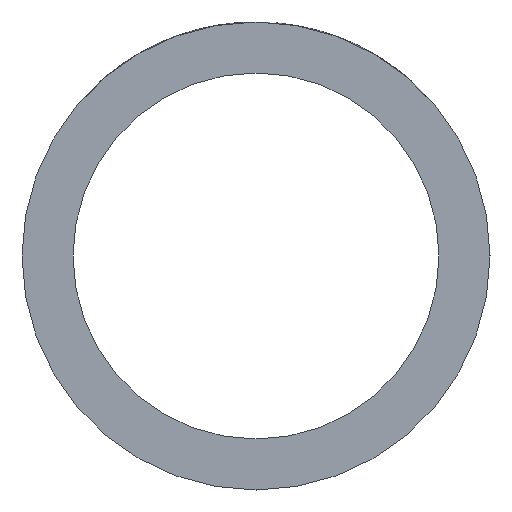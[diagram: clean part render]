
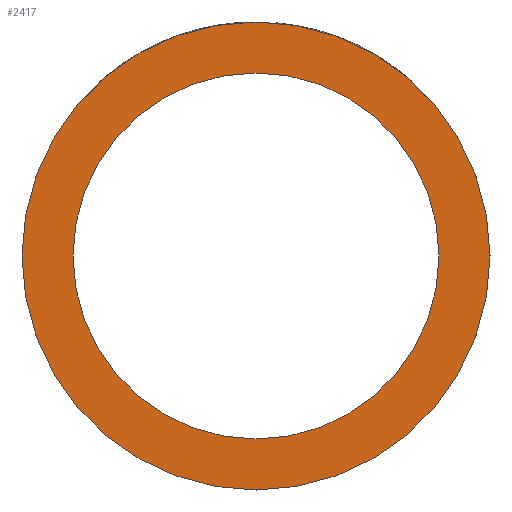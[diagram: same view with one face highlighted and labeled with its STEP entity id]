
A CAD part, front view. The second image highlights one B-rep face of the part: STEP entity #2417.
In plain terms, the highlighted planar face has unit normal (0, -1, 0).
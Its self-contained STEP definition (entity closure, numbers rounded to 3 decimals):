
#56 = VERTEX_POINT ( 'NONE', #1941 ) ;
#91 = DIRECTION ( 'NONE',  ( 0., 1., 0. ) ) ;
#163 = VERTEX_POINT ( 'NONE', #506 ) ;
#167 = AXIS2_PLACEMENT_3D ( 'NONE', #1671, #1652, #2075 ) ;
#212 = VERTEX_POINT ( 'NONE', #1367 ) ;
#251 = DIRECTION ( 'NONE',  ( 0., 0., 1. ) ) ;
#271 = CARTESIAN_POINT ( 'NONE',  ( 0., -3., 0. ) ) ;
#289 = DIRECTION ( 'NONE',  ( 0., 0., 1. ) ) ;
#292 = EDGE_LOOP ( 'NONE', ( #1500, #1120 ) ) ;
#390 = EDGE_CURVE ( 'Defeature ausgef�hrt1_1+Defeature ausgef�hrt1_3+Defeature ausgef�hrt1_3+Defeature ausgef�hrt1_3', #163, #2167, #1138, .T. ) ;
#500 = EDGE_LOOP ( 'NONE', ( #1449, #1014 ) ) ;
#506 = CARTESIAN_POINT ( 'NONE',  ( 0., -3., -1.525 ) ) ;
#539 = CARTESIAN_POINT ( 'NONE',  ( 0., -3., 0. ) ) ;
#540 = EDGE_CURVE ( 'Defeature ausgef�hrt1_1+Defeature ausgef�hrt1_3+Defeature ausgef�hrt1_3+Defeature ausgef�hrt1_3', #2167, #163, #2190, .T. ) ;
#544 = AXIS2_PLACEMENT_3D ( 'NONE', #539, #2219, #2441 ) ;
#772 = CARTESIAN_POINT ( 'NONE',  ( -1.95, -3., 0. ) ) ;
#794 = EDGE_CURVE ( 'Defeature ausgef�hrt1_0+Defeature ausgef�hrt1_1+Defeature ausgef�hrt1_1+Defeature ausgef�hrt1_1', #212, #56, #1032, .T. ) ;
#1014 = ORIENTED_EDGE ( 'NONE', *, *, #794, .F. ) ;
#1032 = CIRCLE ( 'NONE', #544, 1.95 ) ;
#1062 = EDGE_CURVE ( 'Defeature ausgef�hrt1_0+Defeature ausgef�hrt1_1+Defeature ausgef�hrt1_1+Defeature ausgef�hrt1_1', #56, #212, #2641, .T. ) ;
#1071 = AXIS2_PLACEMENT_3D ( 'NONE', #271, #91, #289 ) ;
#1120 = ORIENTED_EDGE ( 'NONE', *, *, #390, .T. ) ;
#1124 = CARTESIAN_POINT ( 'NONE',  ( 0., -3., 1.525 ) ) ;
#1138 = CIRCLE ( 'NONE', #167, 1.525 ) ;
#1140 = FACE_BOUND ( 'NONE', #292, .T. ) ;
#1367 = CARTESIAN_POINT ( 'NONE',  ( 0., -3., -1.95 ) ) ;
#1449 = ORIENTED_EDGE ( 'NONE', *, *, #1062, .F. ) ;
#1500 = ORIENTED_EDGE ( 'NONE', *, *, #540, .T. ) ;
#1652 = DIRECTION ( 'NONE',  ( 0., 1., 0. ) ) ;
#1671 = CARTESIAN_POINT ( 'NONE',  ( 0., -3., 0. ) ) ;
#1941 = CARTESIAN_POINT ( 'NONE',  ( 0., -3., 1.95 ) ) ;
#2045 = DIRECTION ( 'NONE',  ( 0., 0., -1. ) ) ;
#2075 = DIRECTION ( 'NONE',  ( 0., 0., 1. ) ) ;
#2107 = DIRECTION ( 'NONE',  ( 0., 1., 0. ) ) ;
#2167 = VERTEX_POINT ( 'NONE', #1124 ) ;
#2190 = CIRCLE ( 'NONE', #2278, 1.525 ) ;
#2219 = DIRECTION ( 'NONE',  ( 0., 1., 0. ) ) ;
#2255 = DIRECTION ( 'NONE',  ( 0., -1., 0. ) ) ;
#2278 = AXIS2_PLACEMENT_3D ( 'NONE', #2544, #2107, #251 ) ;
#2417 = ADVANCED_FACE ( 'Defeature ausgef�hrt1_1', ( #1140, #2445 ), #2459, .T. ) ;
#2441 = DIRECTION ( 'NONE',  ( 0., 0., 1. ) ) ;
#2445 = FACE_OUTER_BOUND ( 'NONE', #500, .T. ) ;
#2459 = PLANE ( 'NONE',  #2488 ) ;
#2488 = AXIS2_PLACEMENT_3D ( 'NONE', #772, #2255, #2045 ) ;
#2544 = CARTESIAN_POINT ( 'NONE',  ( 0., -3., 0. ) ) ;
#2641 = CIRCLE ( 'NONE', #1071, 1.95 ) ;
